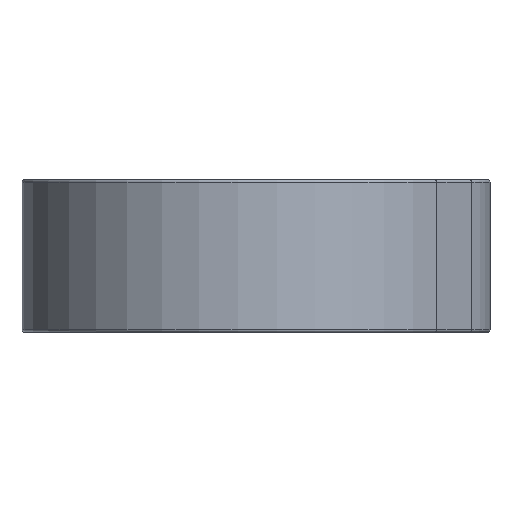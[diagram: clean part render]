
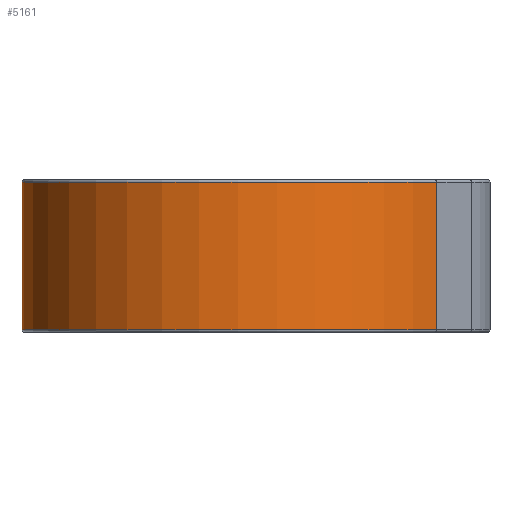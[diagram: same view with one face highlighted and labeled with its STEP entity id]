
A CAD part, left-side view. The second image highlights one B-rep face of the part: STEP entity #5161.
In plain terms, the highlighted cylindrical face has radius 18.725 mm (diameter 37.45 mm), a partial arc.
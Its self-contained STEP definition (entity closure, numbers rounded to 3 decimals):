
#1855=DIRECTION('',(0.,0.,1.));
#1856=VECTOR('',#1855,12.3);
#1857=CARTESIAN_POINT('',(-9.951,-15.862,-6.15));
#1858=LINE('',#1857,#1856);
#1869=CARTESIAN_POINT('',(0.,0.,6.15));
#1870=DIRECTION('',(0.,0.,1.));
#1871=DIRECTION('',(0.884,0.467,0.));
#1872=AXIS2_PLACEMENT_3D('',#1869,#1870,#1871);
#1874=CARTESIAN_POINT('',(0.,0.,-6.15));
#1875=DIRECTION('',(0.,0.,-1.));
#1876=DIRECTION('',(-0.531,-0.847,0.));
#1877=AXIS2_PLACEMENT_3D('',#1874,#1875,#1876);
#1879=DIRECTION('',(0.,0.,1.));
#1880=VECTOR('',#1879,12.3);
#1881=CARTESIAN_POINT('',(16.561,8.738,-6.15));
#1882=LINE('',#1881,#1880);
#2116=CARTESIAN_POINT('',(16.561,8.738,6.15));
#2118=VERTEX_POINT('',#2116);
#2126=CARTESIAN_POINT('',(-9.951,-15.862,6.15));
#2127=VERTEX_POINT('',#2126);
#2162=CARTESIAN_POINT('',(-9.951,-15.862,-6.15));
#2163=VERTEX_POINT('',#2162);
#2166=CARTESIAN_POINT('',(16.561,8.738,-6.15));
#2167=VERTEX_POINT('',#2166);
#5150=CARTESIAN_POINT('',(0.,0.,-6.35));
#5151=DIRECTION('',(0.,0.,1.));
#5152=DIRECTION('',(1.,0.,0.));
#5153=AXIS2_PLACEMENT_3D('',#5150,#5151,#5152);
#5154=CYLINDRICAL_SURFACE('',#5153,18.725);
#5155=ORIENTED_EDGE('',*,*,#5144,.T.);
#5156=ORIENTED_EDGE('',*,*,#5119,.F.);
#5157=ORIENTED_EDGE('',*,*,#2609,.T.);
#5158=ORIENTED_EDGE('',*,*,#2636,.T.);
#5159=EDGE_LOOP('',(#5155,#5156,#5157,#5158));
#5160=FACE_OUTER_BOUND('',#5159,.F.);
#5161=ADVANCED_FACE('',(#5160),#5154,.T.);
#1873=CIRCLE('',#1872,18.725);
#1878=CIRCLE('',#1877,18.725);
#2609=EDGE_CURVE('',#2163,#2167,#1878,.T.);
#2636=EDGE_CURVE('',#2167,#2118,#1882,.T.);
#5119=EDGE_CURVE('',#2163,#2127,#1858,.T.);
#5144=EDGE_CURVE('',#2118,#2127,#1873,.T.);
